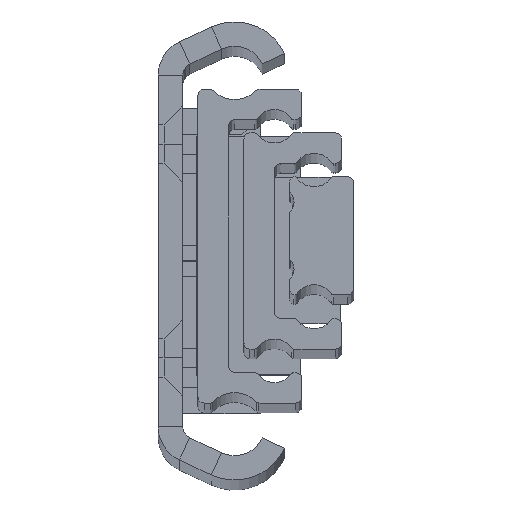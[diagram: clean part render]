
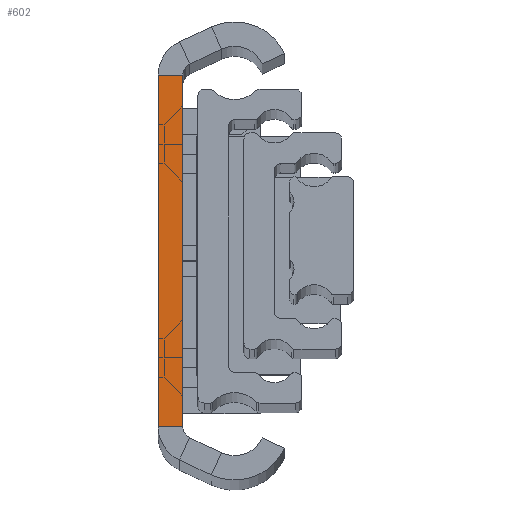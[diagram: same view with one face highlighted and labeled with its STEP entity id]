
A CAD part, top view. The second image highlights one B-rep face of the part: STEP entity #602.
In plain terms, the highlighted planar face has unit normal (0, 0, 1).
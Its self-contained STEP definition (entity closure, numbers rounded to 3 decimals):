
#53 = EDGE_LOOP ( 'NONE', ( #5620, #663, #5921, #3012 ) ) ;
#181 = DIRECTION ( 'NONE',  ( 0., -1., 0. ) ) ;
#303 = CARTESIAN_POINT ( 'NONE',  ( 0., 28.779, 0. ) ) ;
#602 = ADVANCED_FACE ( 'NONE', ( #3451 ), #5589, .F. ) ;
#663 = ORIENTED_EDGE ( 'NONE', *, *, #2305, .F. ) ;
#801 = DIRECTION ( 'NONE',  ( 0., -1., 0. ) ) ;
#895 = CARTESIAN_POINT ( 'NONE',  ( 4., 28.779, 0. ) ) ;
#896 = CARTESIAN_POINT ( 'NONE',  ( 0., -28.779, 0. ) ) ;
#1089 = VECTOR ( 'NONE', #6518, 1000. ) ;
#1102 = LINE ( 'NONE', #3228, #2282 ) ;
#1165 = VERTEX_POINT ( 'NONE', #4587 ) ;
#1270 = CARTESIAN_POINT ( 'NONE',  ( 4., 28.779, 0. ) ) ;
#2088 = CARTESIAN_POINT ( 'NONE',  ( 0., 28.779, 0. ) ) ;
#2282 = VECTOR ( 'NONE', #6466, 1000. ) ;
#2297 = LINE ( 'NONE', #1270, #1089 ) ;
#2305 = EDGE_CURVE ( 'NONE', #5337, #2496, #2297, .T. ) ;
#2496 = VERTEX_POINT ( 'NONE', #5370 ) ;
#3011 = VERTEX_POINT ( 'NONE', #896 ) ;
#3012 = ORIENTED_EDGE ( 'NONE', *, *, #5574, .T. ) ;
#3228 = CARTESIAN_POINT ( 'NONE',  ( 0., -28.779, 0. ) ) ;
#3317 = CARTESIAN_POINT ( 'NONE',  ( 0., 28.779, 0. ) ) ;
#3437 = AXIS2_PLACEMENT_3D ( 'NONE', #303, #3553, #801 ) ;
#3451 = FACE_OUTER_BOUND ( 'NONE', #53, .T. ) ;
#3553 = DIRECTION ( 'NONE',  ( 0., 0., -1. ) ) ;
#3883 = LINE ( 'NONE', #3317, #4124 ) ;
#4124 = VECTOR ( 'NONE', #181, 1000. ) ;
#4135 = EDGE_CURVE ( 'NONE', #2496, #3011, #1102, .T. ) ;
#4342 = VECTOR ( 'NONE', #4828, 1000. ) ;
#4587 = CARTESIAN_POINT ( 'NONE',  ( 0., 28.779, 0. ) ) ;
#4828 = DIRECTION ( 'NONE',  ( -1., 0., 0. ) ) ;
#5250 = LINE ( 'NONE', #2088, #4342 ) ;
#5337 = VERTEX_POINT ( 'NONE', #895 ) ;
#5370 = CARTESIAN_POINT ( 'NONE',  ( 4., -28.779, 0. ) ) ;
#5410 = EDGE_CURVE ( 'NONE', #5337, #1165, #5250, .T. ) ;
#5574 = EDGE_CURVE ( 'NONE', #1165, #3011, #3883, .T. ) ;
#5589 = PLANE ( 'NONE',  #3437 ) ;
#5620 = ORIENTED_EDGE ( 'NONE', *, *, #4135, .F. ) ;
#5921 = ORIENTED_EDGE ( 'NONE', *, *, #5410, .T. ) ;
#6466 = DIRECTION ( 'NONE',  ( -1., 0., 0. ) ) ;
#6518 = DIRECTION ( 'NONE',  ( 0., -1., 0. ) ) ;
